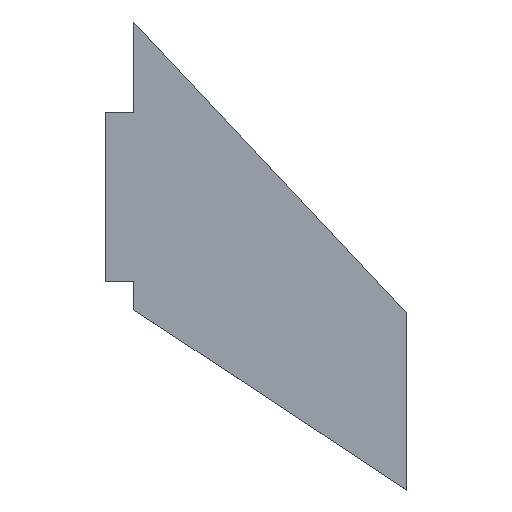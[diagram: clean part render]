
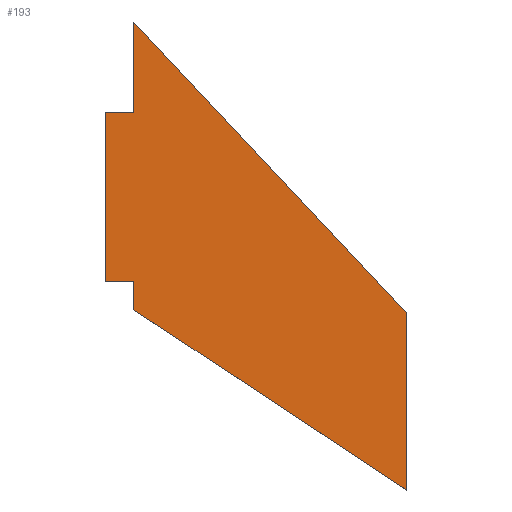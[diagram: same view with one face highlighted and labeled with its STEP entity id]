
A CAD part, top view. The second image highlights one B-rep face of the part: STEP entity #193.
In plain terms, the highlighted planar face has unit normal (0, 0, 1).
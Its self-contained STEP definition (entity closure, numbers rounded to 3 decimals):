
#27=FACE_OUTER_BOUND('',#37,.T.);
#37=EDGE_LOOP('',(#159,#160,#161,#162,#163,#164,#165,#166));
#42=LINE('',#281,#66);
#44=LINE('',#287,#68);
#47=LINE('',#292,#71);
#49=LINE('',#296,#73);
#54=LINE('',#305,#78);
#57=LINE('',#311,#81);
#59=LINE('',#316,#83);
#62=LINE('',#320,#86);
#66=VECTOR('',#230,10.);
#68=VECTOR('',#234,10.);
#71=VECTOR('',#239,10.);
#73=VECTOR('',#243,10.);
#78=VECTOR('',#250,10.);
#81=VECTOR('',#255,10.);
#83=VECTOR('',#259,10.);
#86=VECTOR('',#264,10.);
#88=VERTEX_POINT('',#275);
#90=VERTEX_POINT('',#279);
#91=VERTEX_POINT('',#283);
#93=VERTEX_POINT('',#286);
#95=VERTEX_POINT('',#295);
#98=VERTEX_POINT('',#303);
#100=VERTEX_POINT('',#309);
#102=VERTEX_POINT('',#315);
#106=EDGE_CURVE('',#88,#90,#42,.T.);
#108=EDGE_CURVE('',#91,#93,#44,.T.);
#111=EDGE_CURVE('',#93,#90,#47,.T.);
#113=EDGE_CURVE('',#95,#88,#49,.T.);
#118=EDGE_CURVE('',#91,#98,#54,.T.);
#121=EDGE_CURVE('',#98,#100,#57,.T.);
#123=EDGE_CURVE('',#102,#95,#59,.T.);
#126=EDGE_CURVE('',#100,#102,#62,.T.);
#159=ORIENTED_EDGE('',*,*,#126,.T.);
#160=ORIENTED_EDGE('',*,*,#123,.T.);
#161=ORIENTED_EDGE('',*,*,#113,.T.);
#162=ORIENTED_EDGE('',*,*,#106,.T.);
#163=ORIENTED_EDGE('',*,*,#111,.F.);
#164=ORIENTED_EDGE('',*,*,#108,.F.);
#165=ORIENTED_EDGE('',*,*,#118,.T.);
#166=ORIENTED_EDGE('',*,*,#121,.T.);
#183=PLANE('',#218);
#193=ADVANCED_FACE('',(#27),#183,.T.);
#218=AXIS2_PLACEMENT_3D('',#321,#265,#266);
#230=DIRECTION('',(-1.,0.,0.));
#234=DIRECTION('',(-1.,0.,0.));
#239=DIRECTION('',(0.,1.,0.));
#243=DIRECTION('',(0.,-1.,0.));
#250=DIRECTION('',(0.,-1.,0.));
#255=DIRECTION('',(0.834,-0.552,0.));
#259=DIRECTION('',(-0.683,0.73,0.));
#264=DIRECTION('',(0.,1.,0.));
#265=DIRECTION('center_axis',(0.,0.,1.));
#266=DIRECTION('ref_axis',(1.,0.,0.));
#275=CARTESIAN_POINT('',(10.,88.9,3.175));
#279=CARTESIAN_POINT('',(-2.7,88.9,3.175));
#281=CARTESIAN_POINT('',(10.,88.9,3.175));
#283=CARTESIAN_POINT('',(10.,12.7,3.175));
#286=CARTESIAN_POINT('',(-2.7,12.7,3.175));
#287=CARTESIAN_POINT('',(10.,12.7,3.175));
#292=CARTESIAN_POINT('',(-2.7,0.,3.175));
#295=CARTESIAN_POINT('',(10.,130.,3.175));
#296=CARTESIAN_POINT('',(10.,0.,3.175));
#303=CARTESIAN_POINT('',(10.,0.,3.175));
#305=CARTESIAN_POINT('',(10.,0.,3.175));
#309=CARTESIAN_POINT('',(132.98,-81.437,3.175));
#311=CARTESIAN_POINT('',(132.98,-81.437,3.175));
#315=CARTESIAN_POINT('',(132.98,-1.437,3.175));
#316=CARTESIAN_POINT('',(10.,130.,3.175));
#320=CARTESIAN_POINT('',(132.98,-1.437,3.175));
#321=CARTESIAN_POINT('Origin',(71.49,24.281,3.175));
